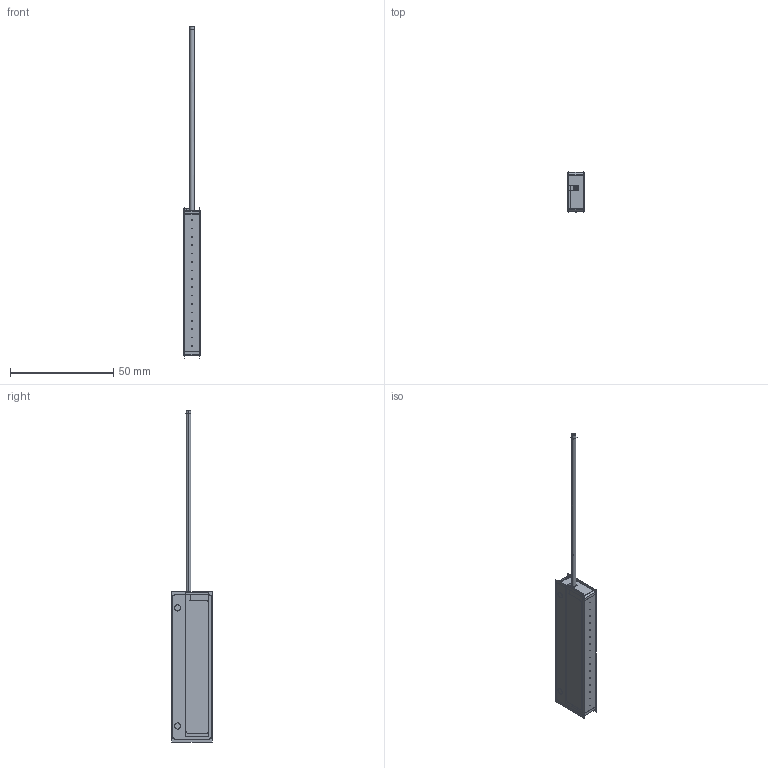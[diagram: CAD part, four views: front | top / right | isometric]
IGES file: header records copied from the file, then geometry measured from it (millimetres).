
Start section:  PTC IGES file: 188747.igs
Global section: file name: 188747.igs; native system: Creo Parametric by Parametric Technology Corporation; preprocessor: 2013230; author: pdmadmin; organization: Unknown; date: 20160114.105430; units: millimetre
Bounding box: 7.92 x 19.81 x 160.68 mm (x, y, z)
Volume: 7430.3 mm3; surface area: 36760.4 mm2
Topology: 26 solids, 26 shells, 424 faces, 1994 edges, 2529 vertices
Faces by surface type: revolution 230, bspline 194
